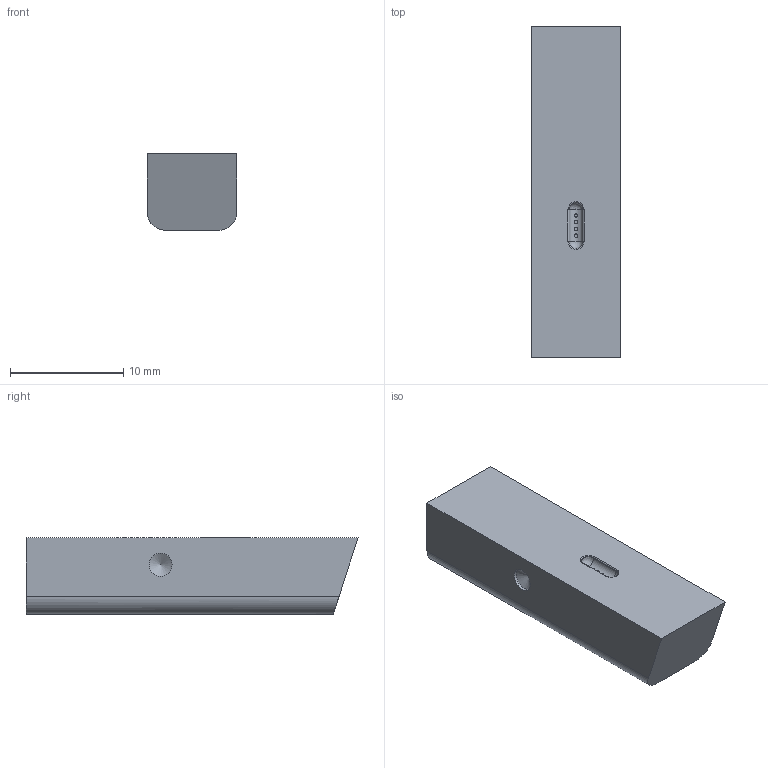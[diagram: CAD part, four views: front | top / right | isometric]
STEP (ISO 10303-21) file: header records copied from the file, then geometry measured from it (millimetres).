
FILE_DESCRIPTION(/* description */ ('SARCOPHAGUS, BLK'),/* implementation_level */ '2;1');
FILE_NAME(/* name */ 'Cooling_Plate-inlay.stp',/* time_stamp */ '2020-08-09T19:56:44-04:00',/* author */ ('Melanie'),/* organization */ (''),/* preprocessor_version */ 'ST-DEVELOPER v17',/* originating_system */ 'Autodesk Inventor 2019',/* authorisation */ '');
FILE_SCHEMA (('AUTOMOTIVE_DESIGN { 1 0 10303 214 3 1 1 }'));
Length unit declared in the file: inch
Products named in the file (1): JF-MR-FS0007
Bounding box: 7.92 x 29.37 x 6.75 mm (x, y, z)
Volume: 1369.3 mm3; surface area: 1053.3 mm2
Topology: 1 solids, 1 shells, 31 faces, 92 edges, 61 vertices
Faces by surface type: cylinder 15, plane 9, cone 3, torus 2, sphere 2
Full cylindrical faces by diameter (mm): 0.305 x4, 1.6 x1, 2.032 x2, 3.962 x1
Entity records: 1312 total; most frequent: CARTESIAN_POINT 455, ORIENTED_EDGE 172, DIRECTION 161, EDGE_CURVE 86, AXIS2_PLACEMENT_3D 63, VERTEX_POINT 61, EDGE_LOOP 43, LINE 35
